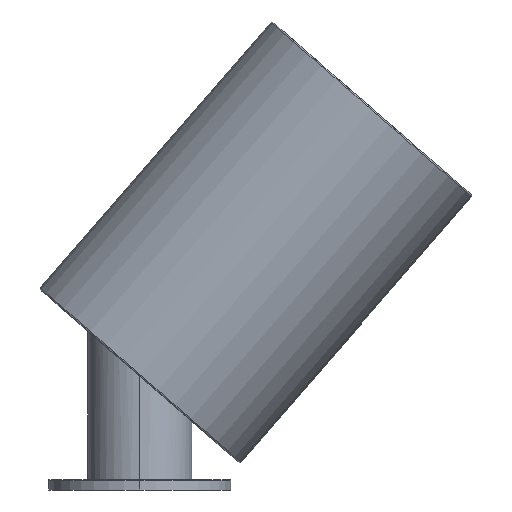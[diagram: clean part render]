
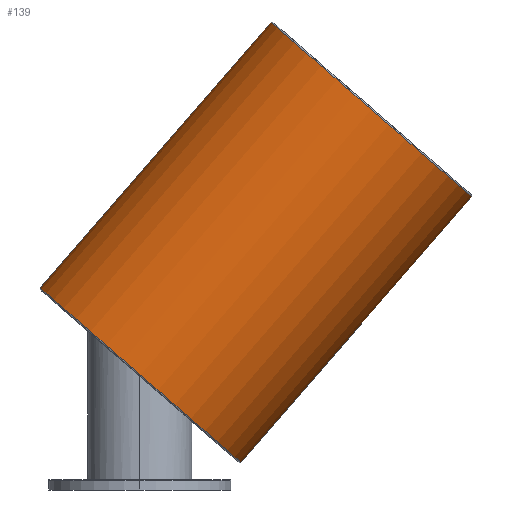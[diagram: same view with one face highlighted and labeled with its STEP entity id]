
A CAD part, left-side view. The second image highlights one B-rep face of the part: STEP entity #139.
In plain terms, the highlighted cylindrical face has radius 51 mm (diameter 102 mm), a partial arc.
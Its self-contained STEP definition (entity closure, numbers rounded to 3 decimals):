
#135 = EDGE_CURVE ( 'NONE', #9969, #6595, #1130, .T. ) ;
#139 = ADVANCED_FACE ( 'NONE', ( #6088 ), #12692, .T. ) ;
#899 = EDGE_LOOP ( 'NONE', ( #14282, #2561, #21097, #20647 ) ) ;
#1130 = LINE ( 'NONE', #7749, #15870 ) ;
#2561 = ORIENTED_EDGE ( 'NONE', *, *, #18185, .T. ) ;
#3213 = VERTEX_POINT ( 'NONE', #9436 ) ;
#3596 = AXIS2_PLACEMENT_3D ( 'NONE', #8005, #14592, #21195 ) ;
#4434 = DIRECTION ( 'NONE',  ( 0., -0.656, 0.755 ) ) ;
#4459 = DIRECTION ( 'NONE',  ( 0., 0.656, -0.755 ) ) ;
#5794 = CARTESIAN_POINT ( 'NONE',  ( 0., -127.715, 112.92 ) ) ;
#6088 = FACE_OUTER_BOUND ( 'NONE', #899, .T. ) ;
#6421 = CIRCLE ( 'NONE', #18474, 51. ) ;
#6595 = VERTEX_POINT ( 'NONE', #18178 ) ;
#7749 = CARTESIAN_POINT ( 'NONE',  ( 0., -50.735, 179.838 ) ) ;
#8005 = CARTESIAN_POINT ( 'NONE',  ( 0., -88.897, 146.002 ) ) ;
#8853 = VERTEX_POINT ( 'NONE', #16680 ) ;
#9436 = CARTESIAN_POINT ( 'NONE',  ( 0., -38.818, 10.657 ) ) ;
#9969 = VERTEX_POINT ( 'NONE', #12693 ) ;
#11042 = DIRECTION ( 'NONE',  ( 0., -0.755, -0.656 ) ) ;
#11076 = DIRECTION ( 'NONE',  ( 0., 0.755, 0.656 ) ) ;
#12402 = DIRECTION ( 'NONE',  ( 0., 0.656, -0.755 ) ) ;
#12692 = CYLINDRICAL_SURFACE ( 'NONE', #16574, 51. ) ;
#12693 = CARTESIAN_POINT ( 'NONE',  ( 0., -50.407, 179.461 ) ) ;
#12906 = CIRCLE ( 'NONE', #3596, 51. ) ;
#14282 = ORIENTED_EDGE ( 'NONE', *, *, #14975, .F. ) ;
#14336 = DIRECTION ( 'NONE',  ( 0., 0.656, -0.755 ) ) ;
#14592 = DIRECTION ( 'NONE',  ( 0., 0.656, -0.755 ) ) ;
#14975 = EDGE_CURVE ( 'NONE', #8853, #3213, #20325, .T. ) ;
#15870 = VECTOR ( 'NONE', #14336, 1000. ) ;
#16574 = AXIS2_PLACEMENT_3D ( 'NONE', #19287, #4459, #11076 ) ;
#16680 = CARTESIAN_POINT ( 'NONE',  ( 0., -127.387, 112.543 ) ) ;
#18178 = CARTESIAN_POINT ( 'NONE',  ( 0., 38.162, 77.576 ) ) ;
#18185 = EDGE_CURVE ( 'NONE', #8853, #9969, #12906, .T. ) ;
#18474 = AXIS2_PLACEMENT_3D ( 'NONE', #19256, #4434, #11042 ) ;
#19256 = CARTESIAN_POINT ( 'NONE',  ( 0., -0.328, 44.117 ) ) ;
#19287 = CARTESIAN_POINT ( 'NONE',  ( 0., -89.225, 146.379 ) ) ;
#19494 = EDGE_CURVE ( 'NONE', #6595, #3213, #6421, .T. ) ;
#20325 = LINE ( 'NONE', #5794, #20502 ) ;
#20502 = VECTOR ( 'NONE', #12402, 1000. ) ;
#20647 = ORIENTED_EDGE ( 'NONE', *, *, #19494, .T. ) ;
#21097 = ORIENTED_EDGE ( 'NONE', *, *, #135, .T. ) ;
#21195 = DIRECTION ( 'NONE',  ( 0., -0.755, -0.656 ) ) ;
